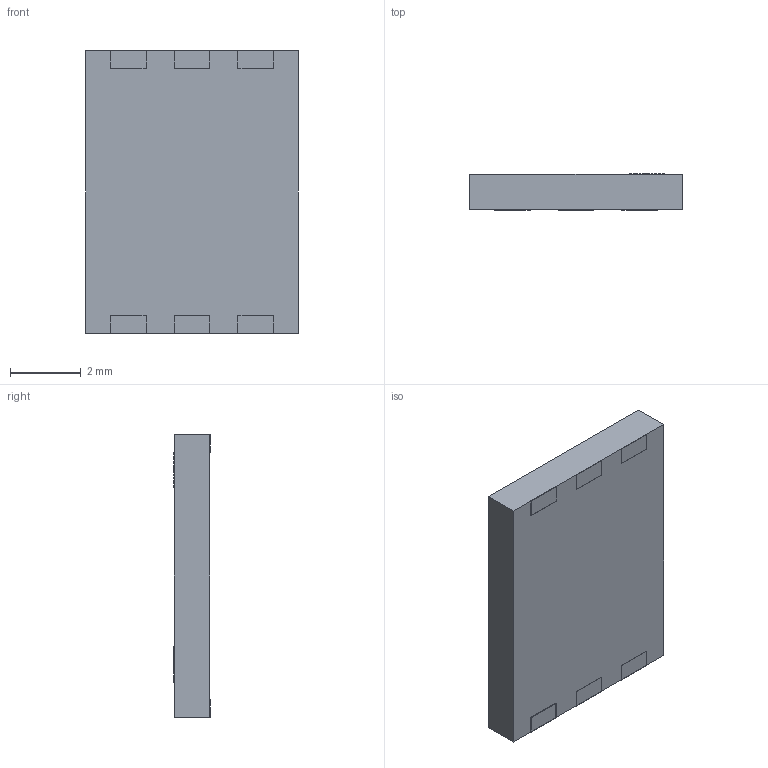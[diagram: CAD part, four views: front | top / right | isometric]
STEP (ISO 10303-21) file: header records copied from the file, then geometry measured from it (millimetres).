
FILE_DESCRIPTION(/* description */ (''),/* implementation_level */ '2;1');
FILE_NAME(/* name */ 'UWB Antenna AH086M555003-T v1.step',/* time_stamp */ '2022-10-26T15:16:43-04:00',/* author */ (''),/* organization */ (''),/* preprocessor_version */ 'ST-DEVELOPER v19',/* originating_system */ 'Autodesk Translation Framework v11.7.0.108',/* authorisation */ '');
FILE_SCHEMA (('AUTOMOTIVE_DESIGN { 1 0 10303 214 3 1 1 }'));
Length unit declared in the file: millimetre
Products named in the file (1): UWB Antenna AH086M555003-T
Bounding box: 6 x 1.02 x 8 mm (x, y, z)
Volume: 48 mm3; surface area: 133.8 mm2
Topology: 9 solids, 9 shells, 51 faces, 99 edges, 66 vertices
Faces by surface type: plane 50, cylinder 1
Full cylindrical faces by diameter (mm): 1 x1
Entity records: 1321 total; most frequent: CARTESIAN_POINT 217, DIRECTION 205, ORIENTED_EDGE 198, EDGE_CURVE 99, LINE 97, VECTOR 97, VERTEX_POINT 66, AXIS2_PLACEMENT_3D 54
